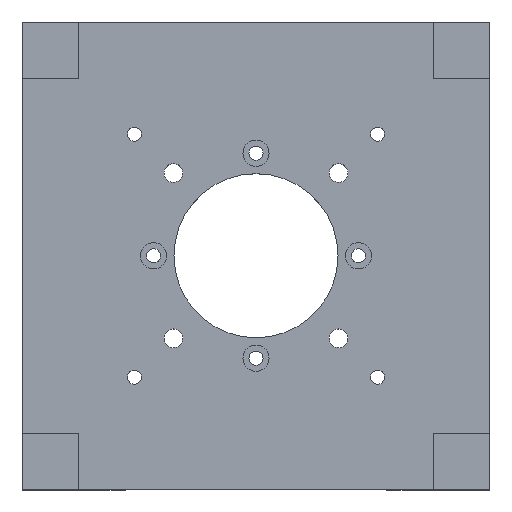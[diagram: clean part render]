
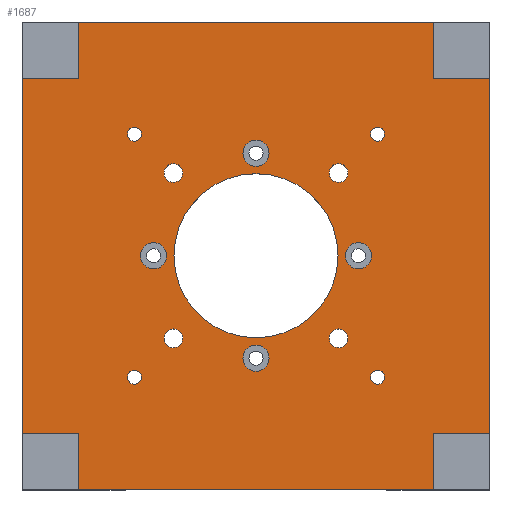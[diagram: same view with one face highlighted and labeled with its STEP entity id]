
A CAD part, top view. The second image highlights one B-rep face of the part: STEP entity #1687.
In plain terms, the highlighted planar face has unit normal (0, 0, 1).
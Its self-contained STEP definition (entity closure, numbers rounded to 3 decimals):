
#50=FACE_BOUND('',#283,.T.);
#51=FACE_BOUND('',#284,.T.);
#52=FACE_BOUND('',#285,.T.);
#53=FACE_BOUND('',#286,.T.);
#54=FACE_BOUND('',#287,.T.);
#55=FACE_BOUND('',#288,.T.);
#56=FACE_BOUND('',#289,.T.);
#57=FACE_BOUND('',#290,.T.);
#58=FACE_BOUND('',#291,.T.);
#59=FACE_BOUND('',#292,.T.);
#60=FACE_BOUND('',#293,.T.);
#61=FACE_BOUND('',#294,.T.);
#62=FACE_BOUND('',#295,.T.);
#68=CIRCLE('',#1744,1.5);
#70=CIRCLE('',#1747,1.5);
#72=CIRCLE('',#1750,1.5);
#74=CIRCLE('',#1753,1.5);
#75=CIRCLE('',#1755,2.8);
#78=CIRCLE('',#1760,2.8);
#81=CIRCLE('',#1765,2.8);
#84=CIRCLE('',#1770,2.8);
#87=CIRCLE('',#1775,2.);
#88=CIRCLE('',#1777,2.);
#89=CIRCLE('',#1779,2.);
#90=CIRCLE('',#1781,2.);
#91=CIRCLE('',#1783,17.55);
#180=FACE_OUTER_BOUND('',#282,.T.);
#282=EDGE_LOOP('',(#1512,#1513,#1514,#1515,#1516,#1517,#1518,#1519,#1520,
#1521,#1522,#1523));
#283=EDGE_LOOP('',(#1524));
#284=EDGE_LOOP('',(#1525));
#285=EDGE_LOOP('',(#1526));
#286=EDGE_LOOP('',(#1527));
#287=EDGE_LOOP('',(#1528));
#288=EDGE_LOOP('',(#1529));
#289=EDGE_LOOP('',(#1530));
#290=EDGE_LOOP('',(#1531));
#291=EDGE_LOOP('',(#1532));
#292=EDGE_LOOP('',(#1533));
#293=EDGE_LOOP('',(#1534));
#294=EDGE_LOOP('',(#1535));
#295=EDGE_LOOP('',(#1536));
#447=LINE('',#2633,#644);
#456=LINE('',#2653,#653);
#460=LINE('',#2661,#657);
#465=LINE('',#2671,#662);
#468=LINE('',#2677,#665);
#472=LINE('',#2686,#669);
#476=LINE('',#2694,#673);
#481=LINE('',#2704,#678);
#484=LINE('',#2710,#681);
#488=LINE('',#2717,#685);
#491=LINE('',#2721,#688);
#492=LINE('',#2723,#689);
#644=VECTOR('',#2169,10.);
#653=VECTOR('',#2188,10.);
#657=VECTOR('',#2194,10.);
#662=VECTOR('',#2203,10.);
#665=VECTOR('',#2208,10.);
#669=VECTOR('',#2216,10.);
#673=VECTOR('',#2222,10.);
#678=VECTOR('',#2231,10.);
#681=VECTOR('',#2236,10.);
#685=VECTOR('',#2244,10.);
#688=VECTOR('',#2249,10.);
#689=VECTOR('',#2252,10.);
#767=VERTEX_POINT('',#2483);
#769=VERTEX_POINT('',#2489);
#771=VERTEX_POINT('',#2495);
#773=VERTEX_POINT('',#2501);
#774=VERTEX_POINT('',#2505);
#777=VERTEX_POINT('',#2514);
#780=VERTEX_POINT('',#2523);
#783=VERTEX_POINT('',#2532);
#786=VERTEX_POINT('',#2541);
#787=VERTEX_POINT('',#2545);
#788=VERTEX_POINT('',#2549);
#789=VERTEX_POINT('',#2553);
#790=VERTEX_POINT('',#2557);
#816=VERTEX_POINT('',#2630);
#817=VERTEX_POINT('',#2632);
#822=VERTEX_POINT('',#2651);
#823=VERTEX_POINT('',#2652);
#826=VERTEX_POINT('',#2660);
#829=VERTEX_POINT('',#2670);
#831=VERTEX_POINT('',#2676);
#833=VERTEX_POINT('',#2684);
#834=VERTEX_POINT('',#2685);
#837=VERTEX_POINT('',#2693);
#840=VERTEX_POINT('',#2703);
#842=VERTEX_POINT('',#2709);
#958=EDGE_CURVE('',#767,#767,#68,.T.);
#961=EDGE_CURVE('',#769,#769,#70,.T.);
#964=EDGE_CURVE('',#771,#771,#72,.T.);
#967=EDGE_CURVE('',#773,#773,#74,.T.);
#968=EDGE_CURVE('',#774,#774,#75,.T.);
#972=EDGE_CURVE('',#777,#777,#78,.T.);
#976=EDGE_CURVE('',#780,#780,#81,.T.);
#980=EDGE_CURVE('',#783,#783,#84,.T.);
#984=EDGE_CURVE('',#786,#786,#87,.T.);
#986=EDGE_CURVE('',#787,#787,#88,.T.);
#988=EDGE_CURVE('',#788,#788,#89,.T.);
#990=EDGE_CURVE('',#789,#789,#90,.T.);
#992=EDGE_CURVE('',#790,#790,#91,.T.);
#1029=EDGE_CURVE('',#817,#816,#447,.T.);
#1038=EDGE_CURVE('',#822,#823,#456,.T.);
#1042=EDGE_CURVE('',#826,#822,#460,.T.);
#1047=EDGE_CURVE('',#816,#829,#465,.T.);
#1050=EDGE_CURVE('',#829,#831,#468,.T.);
#1054=EDGE_CURVE('',#833,#834,#472,.T.);
#1058=EDGE_CURVE('',#834,#837,#476,.T.);
#1063=EDGE_CURVE('',#840,#817,#481,.T.);
#1066=EDGE_CURVE('',#842,#840,#484,.T.);
#1070=EDGE_CURVE('',#831,#826,#488,.T.);
#1073=EDGE_CURVE('',#823,#833,#491,.T.);
#1074=EDGE_CURVE('',#837,#842,#492,.T.);
#1512=ORIENTED_EDGE('',*,*,#1038,.T.);
#1513=ORIENTED_EDGE('',*,*,#1073,.T.);
#1514=ORIENTED_EDGE('',*,*,#1054,.T.);
#1515=ORIENTED_EDGE('',*,*,#1058,.T.);
#1516=ORIENTED_EDGE('',*,*,#1074,.T.);
#1517=ORIENTED_EDGE('',*,*,#1066,.T.);
#1518=ORIENTED_EDGE('',*,*,#1063,.T.);
#1519=ORIENTED_EDGE('',*,*,#1029,.T.);
#1520=ORIENTED_EDGE('',*,*,#1047,.T.);
#1521=ORIENTED_EDGE('',*,*,#1050,.T.);
#1522=ORIENTED_EDGE('',*,*,#1070,.T.);
#1523=ORIENTED_EDGE('',*,*,#1042,.T.);
#1524=ORIENTED_EDGE('',*,*,#958,.T.);
#1525=ORIENTED_EDGE('',*,*,#961,.T.);
#1526=ORIENTED_EDGE('',*,*,#964,.T.);
#1527=ORIENTED_EDGE('',*,*,#967,.T.);
#1528=ORIENTED_EDGE('',*,*,#968,.T.);
#1529=ORIENTED_EDGE('',*,*,#972,.T.);
#1530=ORIENTED_EDGE('',*,*,#976,.T.);
#1531=ORIENTED_EDGE('',*,*,#980,.T.);
#1532=ORIENTED_EDGE('',*,*,#984,.T.);
#1533=ORIENTED_EDGE('',*,*,#986,.T.);
#1534=ORIENTED_EDGE('',*,*,#988,.T.);
#1535=ORIENTED_EDGE('',*,*,#990,.T.);
#1536=ORIENTED_EDGE('',*,*,#992,.T.);
#1603=PLANE('',#1819);
#1687=ADVANCED_FACE('',(#180,#50,#51,#52,#53,#54,#55,#56,#57,#58,#59,#60,
#61,#62),#1603,.T.);
#1744=AXIS2_PLACEMENT_3D('',#2485,#2015,#2016);
#1747=AXIS2_PLACEMENT_3D('',#2491,#2022,#2023);
#1750=AXIS2_PLACEMENT_3D('',#2497,#2029,#2030);
#1753=AXIS2_PLACEMENT_3D('',#2503,#2036,#2037);
#1755=AXIS2_PLACEMENT_3D('',#2506,#2040,#2041);
#1760=AXIS2_PLACEMENT_3D('',#2515,#2051,#2052);
#1765=AXIS2_PLACEMENT_3D('',#2524,#2062,#2063);
#1770=AXIS2_PLACEMENT_3D('',#2533,#2073,#2074);
#1775=AXIS2_PLACEMENT_3D('',#2542,#2084,#2085);
#1777=AXIS2_PLACEMENT_3D('',#2546,#2089,#2090);
#1779=AXIS2_PLACEMENT_3D('',#2550,#2094,#2095);
#1781=AXIS2_PLACEMENT_3D('',#2554,#2099,#2100);
#1783=AXIS2_PLACEMENT_3D('',#2558,#2104,#2105);
#1819=AXIS2_PLACEMENT_3D('',#2724,#2253,#2254);
#2015=DIRECTION('center_axis',(0.,0.,-1.));
#2016=DIRECTION('ref_axis',(-1.,0.,0.));
#2022=DIRECTION('center_axis',(0.,0.,-1.));
#2023=DIRECTION('ref_axis',(-1.,0.,0.));
#2029=DIRECTION('center_axis',(0.,0.,-1.));
#2030=DIRECTION('ref_axis',(-1.,0.,0.));
#2036=DIRECTION('center_axis',(0.,0.,-1.));
#2037=DIRECTION('ref_axis',(-1.,0.,0.));
#2040=DIRECTION('center_axis',(0.,0.,-1.));
#2041=DIRECTION('ref_axis',(1.,0.,0.));
#2051=DIRECTION('center_axis',(0.,0.,-1.));
#2052=DIRECTION('ref_axis',(1.,0.,0.));
#2062=DIRECTION('center_axis',(0.,0.,-1.));
#2063=DIRECTION('ref_axis',(1.,0.,0.));
#2073=DIRECTION('center_axis',(0.,0.,-1.));
#2074=DIRECTION('ref_axis',(1.,0.,0.));
#2084=DIRECTION('center_axis',(0.,0.,-1.));
#2085=DIRECTION('ref_axis',(1.,0.,0.));
#2089=DIRECTION('center_axis',(0.,0.,-1.));
#2090=DIRECTION('ref_axis',(1.,0.,0.));
#2094=DIRECTION('center_axis',(0.,0.,-1.));
#2095=DIRECTION('ref_axis',(1.,0.,0.));
#2099=DIRECTION('center_axis',(0.,0.,-1.));
#2100=DIRECTION('ref_axis',(1.,0.,0.));
#2104=DIRECTION('center_axis',(0.,0.,-1.));
#2105=DIRECTION('ref_axis',(-1.,0.,0.));
#2169=DIRECTION('',(1.,0.,0.));
#2188=DIRECTION('',(0.,1.,0.));
#2194=DIRECTION('',(-1.,0.,0.));
#2203=DIRECTION('',(0.,1.,0.));
#2208=DIRECTION('',(1.,0.,0.));
#2216=DIRECTION('',(0.,-1.,0.));
#2222=DIRECTION('',(-1.,0.,0.));
#2231=DIRECTION('',(0.,-1.,0.));
#2236=DIRECTION('',(1.,0.,0.));
#2244=DIRECTION('',(0.,1.,0.));
#2249=DIRECTION('',(-1.,0.,0.));
#2252=DIRECTION('',(0.,-1.,0.));
#2253=DIRECTION('center_axis',(0.,0.,1.));
#2254=DIRECTION('ref_axis',(1.,0.,0.));
#2483=CARTESIAN_POINT('',(77.5,76.,70.));
#2485=CARTESIAN_POINT('Origin',(76.,76.,70.));
#2489=CARTESIAN_POINT('',(25.5,24.,70.));
#2491=CARTESIAN_POINT('Origin',(24.,24.,70.));
#2495=CARTESIAN_POINT('',(77.5,24.,70.));
#2497=CARTESIAN_POINT('Origin',(76.,24.,70.));
#2501=CARTESIAN_POINT('',(25.5,76.,70.));
#2503=CARTESIAN_POINT('Origin',(24.,76.,70.));
#2505=CARTESIAN_POINT('',(69.12,50.,70.));
#2506=CARTESIAN_POINT('Origin',(71.92,50.,70.));
#2514=CARTESIAN_POINT('',(47.2,71.92,70.));
#2515=CARTESIAN_POINT('Origin',(50.,71.92,70.));
#2523=CARTESIAN_POINT('',(25.28,50.,70.));
#2524=CARTESIAN_POINT('Origin',(28.08,50.,70.));
#2532=CARTESIAN_POINT('',(47.2,28.08,70.));
#2533=CARTESIAN_POINT('Origin',(50.,28.08,70.));
#2541=CARTESIAN_POINT('',(65.678,32.322,70.));
#2542=CARTESIAN_POINT('Origin',(67.678,32.322,70.));
#2545=CARTESIAN_POINT('',(30.322,67.678,70.));
#2546=CARTESIAN_POINT('Origin',(32.322,67.678,70.));
#2549=CARTESIAN_POINT('',(65.678,67.678,70.));
#2550=CARTESIAN_POINT('Origin',(67.678,67.678,70.));
#2553=CARTESIAN_POINT('',(30.322,32.322,70.));
#2554=CARTESIAN_POINT('Origin',(32.322,32.322,70.));
#2557=CARTESIAN_POINT('',(67.55,50.,70.));
#2558=CARTESIAN_POINT('Origin',(50.,50.,70.));
#2630=CARTESIAN_POINT('',(88.,0.,70.));
#2632=CARTESIAN_POINT('',(12.,0.,70.));
#2633=CARTESIAN_POINT('',(0.,0.,70.));
#2651=CARTESIAN_POINT('',(88.,88.,70.));
#2652=CARTESIAN_POINT('',(88.,100.,70.));
#2653=CARTESIAN_POINT('',(88.,69.,70.));
#2660=CARTESIAN_POINT('',(100.,88.,70.));
#2661=CARTESIAN_POINT('',(75.,88.,70.));
#2670=CARTESIAN_POINT('',(88.,12.,70.));
#2671=CARTESIAN_POINT('',(88.,25.,70.));
#2676=CARTESIAN_POINT('',(100.,12.,70.));
#2677=CARTESIAN_POINT('',(69.,12.,70.));
#2684=CARTESIAN_POINT('',(12.,100.,70.));
#2685=CARTESIAN_POINT('',(12.,88.,70.));
#2686=CARTESIAN_POINT('',(12.,75.,70.));
#2693=CARTESIAN_POINT('',(0.,88.,70.));
#2694=CARTESIAN_POINT('',(31.,88.,70.));
#2703=CARTESIAN_POINT('',(12.,12.,70.));
#2704=CARTESIAN_POINT('',(12.,31.,70.));
#2709=CARTESIAN_POINT('',(0.,12.,70.));
#2710=CARTESIAN_POINT('',(25.,12.,70.));
#2717=CARTESIAN_POINT('',(100.,0.,70.));
#2721=CARTESIAN_POINT('',(100.,100.,70.));
#2723=CARTESIAN_POINT('',(0.,100.,70.));
#2724=CARTESIAN_POINT('Origin',(50.,50.,70.));
